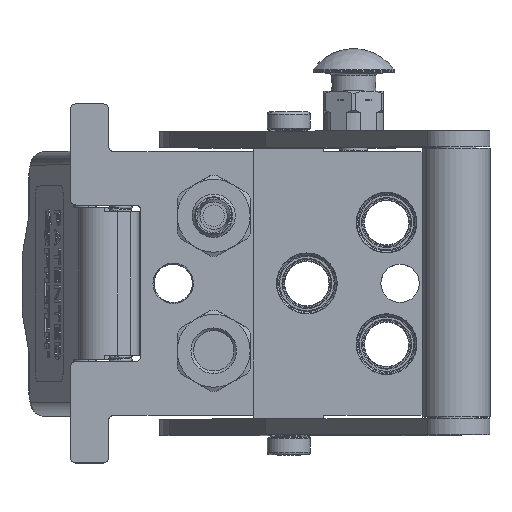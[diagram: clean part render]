
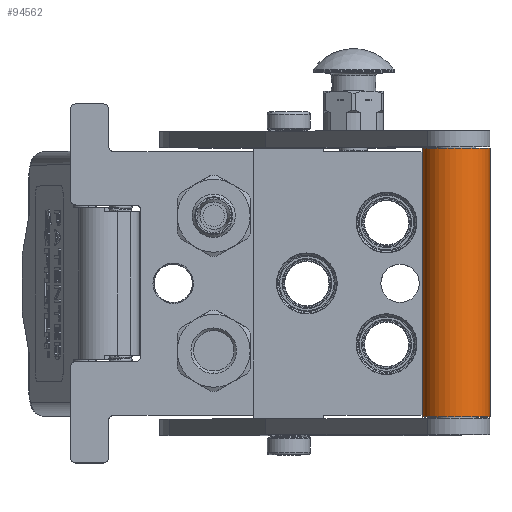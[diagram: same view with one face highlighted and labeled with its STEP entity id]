
A CAD part, top view. The second image highlights one B-rep face of the part: STEP entity #94562.
In plain terms, the highlighted cylindrical face has radius 12.5 mm (diameter 25 mm), a partial arc.
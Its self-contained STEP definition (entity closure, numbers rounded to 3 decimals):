
#6815 = ORIENTED_EDGE ( 'NONE', *, *, #16668, .T. ) ;
#8975 = CARTESIAN_POINT ( 'NONE',  ( 104., 0., 0. ) ) ;
#12055 = AXIS2_PLACEMENT_3D ( 'NONE', #93543, #122304, #92724 ) ;
#16668 = EDGE_CURVE ( 'NONE', #33583, #41014, #49893, .T. ) ;
#19253 = DIRECTION ( 'NONE',  ( 0., 0., -1. ) ) ;
#26656 = VERTEX_POINT ( 'NONE', #37329 ) ;
#33583 = VERTEX_POINT ( 'NONE', #65428 ) ;
#37329 = CARTESIAN_POINT ( 'NONE',  ( 4.5, 0., 12.5 ) ) ;
#37925 = VECTOR ( 'NONE', #56814, 1000. ) ;
#40089 = EDGE_LOOP ( 'NONE', ( #6815, #51796, #73870, #81568 ) ) ;
#41014 = VERTEX_POINT ( 'NONE', #44454 ) ;
#41126 = EDGE_CURVE ( 'NONE', #33583, #114500, #117521, .T. ) ;
#43003 = FACE_OUTER_BOUND ( 'NONE', #40089, .T. ) ;
#44454 = CARTESIAN_POINT ( 'NONE',  ( 104., 0., 12.5 ) ) ;
#49893 = CIRCLE ( 'NONE', #58177, 12.5 ) ;
#51796 = ORIENTED_EDGE ( 'NONE', *, *, #118433, .T. ) ;
#56444 = AXIS2_PLACEMENT_3D ( 'NONE', #96546, #69172, #60607 ) ;
#56814 = DIRECTION ( 'NONE',  ( -1., 0., 0. ) ) ;
#57738 = DIRECTION ( 'NONE',  ( -1., 0., 0. ) ) ;
#58177 = AXIS2_PLACEMENT_3D ( 'NONE', #8975, #57738, #19253 ) ;
#60607 = DIRECTION ( 'NONE',  ( 0., 0., -1. ) ) ;
#61251 = CYLINDRICAL_SURFACE ( 'NONE', #12055, 12.5 ) ;
#65428 = CARTESIAN_POINT ( 'NONE',  ( 104., 0., -12.5 ) ) ;
#69172 = DIRECTION ( 'NONE',  ( -1., 0., 0. ) ) ;
#73870 = ORIENTED_EDGE ( 'NONE', *, *, #87048, .F. ) ;
#80676 = CIRCLE ( 'NONE', #56444, 12.5 ) ;
#81568 = ORIENTED_EDGE ( 'NONE', *, *, #41126, .F. ) ;
#85278 = VECTOR ( 'NONE', #123565, 1000. ) ;
#87048 = EDGE_CURVE ( 'NONE', #114500, #26656, #80676, .T. ) ;
#92724 = DIRECTION ( 'NONE',  ( 0., 0., 1. ) ) ;
#93543 = CARTESIAN_POINT ( 'NONE',  ( -5.425, 0., 0. ) ) ;
#94562 = ADVANCED_FACE ( 'NONE', ( #43003 ), #61251, .T. ) ;
#96546 = CARTESIAN_POINT ( 'NONE',  ( 4.5, 0., 0. ) ) ;
#105204 = CARTESIAN_POINT ( 'NONE',  ( 104., 0., 12.5 ) ) ;
#105760 = CARTESIAN_POINT ( 'NONE',  ( 4.5, 0., -12.5 ) ) ;
#114500 = VERTEX_POINT ( 'NONE', #105760 ) ;
#117521 = LINE ( 'NONE', #125280, #85278 ) ;
#118433 = EDGE_CURVE ( 'NONE', #41014, #26656, #122191, .T. ) ;
#122191 = LINE ( 'NONE', #105204, #37925 ) ;
#122304 = DIRECTION ( 'NONE',  ( -1., 0., 0. ) ) ;
#123565 = DIRECTION ( 'NONE',  ( -1., 0., 0. ) ) ;
#125280 = CARTESIAN_POINT ( 'NONE',  ( 104., 0., -12.5 ) ) ;
